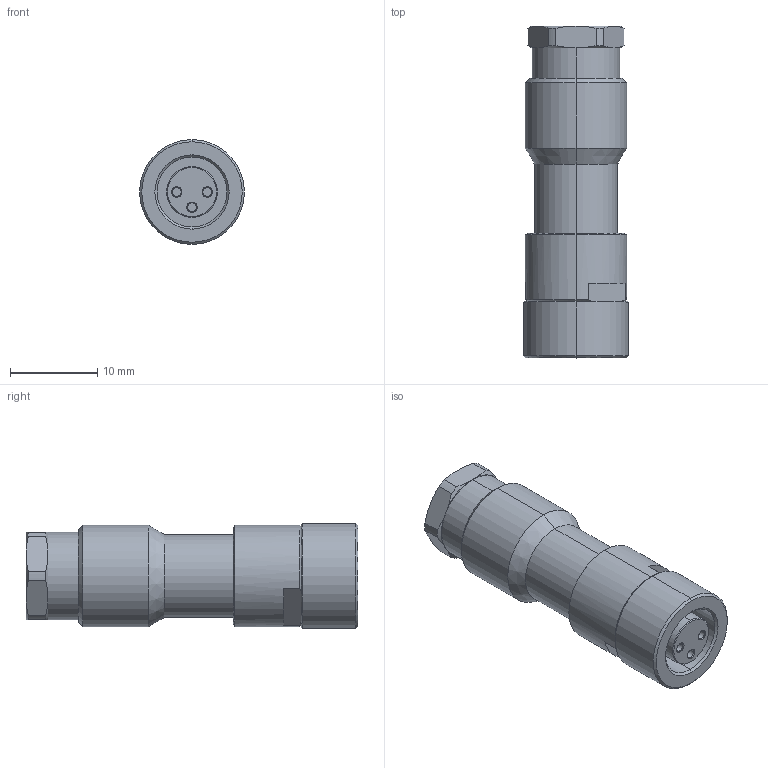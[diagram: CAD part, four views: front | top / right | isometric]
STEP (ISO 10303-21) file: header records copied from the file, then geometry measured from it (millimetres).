
FILE_DESCRIPTION(('SolidDesigner STEP Export'),'2;1');
FILE_NAME('1681172.stp','2008-11-24T10:27:05',(''),(''),'OneSpace Designer STEP processor for AP214 (Solid Model)','OneSpace Designer 14.50 18-Oct-2006 (C) CoCreate Software GmbH','');
FILE_SCHEMA(('AUTOMOTIVE_DESIGN { 1 0 10303 214 1 1 1 1 }'));
Length unit declared in the file: millimetre
Products named in the file (1): 1681172
Bounding box: 12 x 38 x 12 mm (x, y, z)
Volume: 2973.6 mm3; surface area: 2223.4 mm2
Topology: 1 solids, 1 shells, 93 faces, 218 edges, 136 vertices
Faces by surface type: cone 38, cylinder 28, plane 27
Entity records: 2348 total; most frequent: CARTESIAN_POINT 440, ORIENTED_EDGE 436, DIRECTION 356, EDGE_CURVE 218, AXIS2_PLACEMENT_3D 136, VERTEX_POINT 136, EDGE_LOOP 102, FACE_OUTER_BOUND 93
